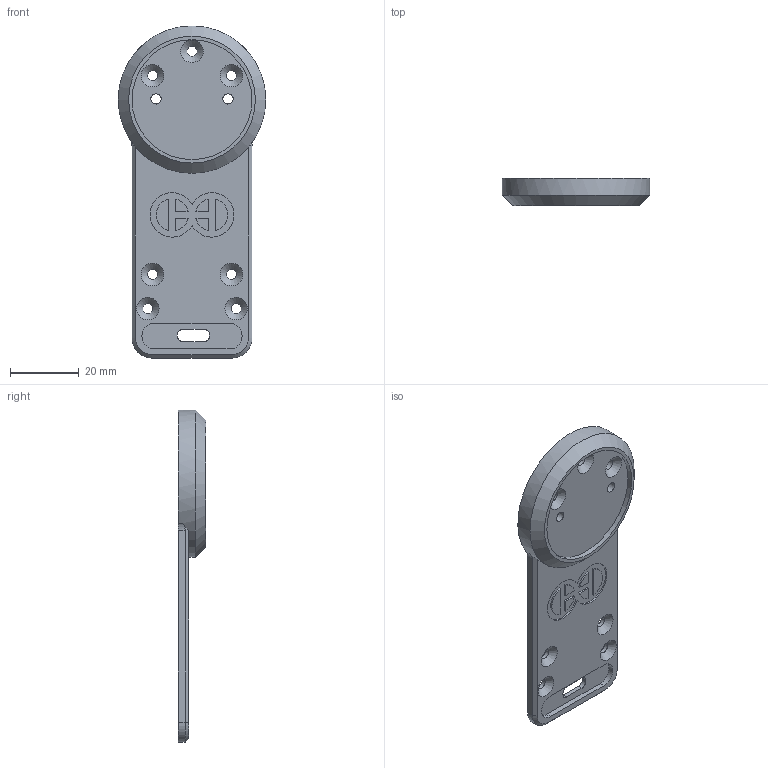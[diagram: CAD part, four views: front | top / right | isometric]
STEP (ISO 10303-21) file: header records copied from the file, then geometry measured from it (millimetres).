
FILE_DESCRIPTION(('HOOPS Exchange Step'),'2;1');
FILE_NAME('temp_export','2023-08-07T15:43:19+09:00',('jasonsohn'),('Shapr3D Limited'),'HOOPS Exchange 2023.1','Shapr3D','Authorized');
FILE_SCHEMA( ('AUTOMOTIVE_DESIGN { 1 0 10303 214 1 1 1 1 }') );
Length unit declared in the file: millimetre
Products named in the file (1): Metal plate* (1)
Bounding box: 43 x 8 x 96.9 mm (x, y, z)
Volume: 14494.7 mm3; surface area: 8498.9 mm2
Topology: 1 solids, 1 shells, 79 faces, 199 edges, 131 vertices
Faces by surface type: plane 36, cylinder 33, cone 10
Full cylindrical faces by diameter (mm): 3 x9, 35 x1, 43 x1
Entity records: 2464 total; most frequent: DIRECTION 446, CARTESIAN_POINT 410, ORIENTED_EDGE 398, EDGE_CURVE 199, AXIS2_PLACEMENT_3D 167, VERTEX_POINT 131, VECTOR 112, LINE 112
